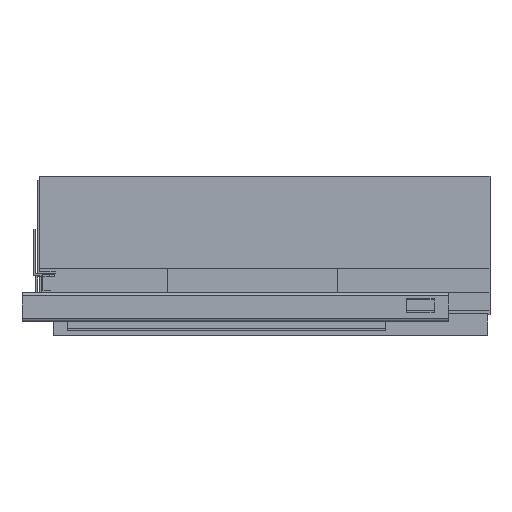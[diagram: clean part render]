
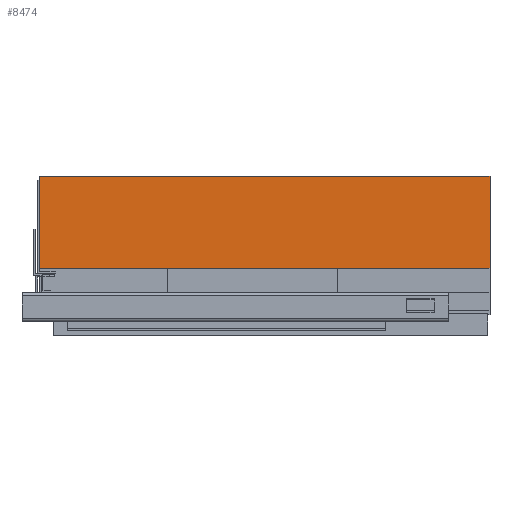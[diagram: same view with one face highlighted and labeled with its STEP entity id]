
A CAD part, top view. The second image highlights one B-rep face of the part: STEP entity #8474.
In plain terms, the highlighted planar face has unit normal (0, 0, 1).
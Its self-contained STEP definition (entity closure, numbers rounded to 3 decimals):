
#457 = CARTESIAN_POINT ( 'NONE',  ( 0., 89., 13.5 ) ) ;
#493 = PLANE ( 'NONE',  #6837 ) ;
#634 = DIRECTION ( 'NONE',  ( 0., 0., 1. ) ) ;
#1645 = DIRECTION ( 'NONE',  ( 0., -1., 0. ) ) ;
#1931 = VERTEX_POINT ( 'NONE', #3533 ) ;
#2059 = VERTEX_POINT ( 'NONE', #4132 ) ;
#2363 = CARTESIAN_POINT ( 'NONE',  ( -290., 89., 13.5 ) ) ;
#2465 = CARTESIAN_POINT ( 'NONE',  ( 0., 30., 13.5 ) ) ;
#2475 = DIRECTION ( 'NONE',  ( 1., 0., 0. ) ) ;
#2563 = LINE ( 'NONE', #3258, #5636 ) ;
#2887 = ORIENTED_EDGE ( 'NONE', *, *, #4774, .F. ) ;
#3013 = LINE ( 'NONE', #4470, #8259 ) ;
#3258 = CARTESIAN_POINT ( 'NONE',  ( -290., 30., 13.5 ) ) ;
#3366 = DIRECTION ( 'NONE',  ( 0., -1., 0. ) ) ;
#3399 = ORIENTED_EDGE ( 'NONE', *, *, #6551, .F. ) ;
#3533 = CARTESIAN_POINT ( 'NONE',  ( -290., 30., 13.5 ) ) ;
#3970 = CARTESIAN_POINT ( 'NONE',  ( -290., 89., 13.5 ) ) ;
#4111 = VERTEX_POINT ( 'NONE', #457 ) ;
#4132 = CARTESIAN_POINT ( 'NONE',  ( -290., 89., 13.5 ) ) ;
#4470 = CARTESIAN_POINT ( 'NONE',  ( 0., 89., 13.5 ) ) ;
#4774 = EDGE_CURVE ( 'NONE', #4111, #7654, #3013, .T. ) ;
#4848 = DIRECTION ( 'NONE',  ( 0., -1., 0. ) ) ;
#5577 = DIRECTION ( 'NONE',  ( 1., 0., 0. ) ) ;
#5636 = VECTOR ( 'NONE', #2475, 1000. ) ;
#5693 = EDGE_LOOP ( 'NONE', ( #2887, #3399, #8650, #7915 ) ) ;
#5987 = CARTESIAN_POINT ( 'NONE',  ( -290., 89., 13.5 ) ) ;
#6148 = EDGE_CURVE ( 'NONE', #1931, #7654, #2563, .T. ) ;
#6326 = EDGE_CURVE ( 'NONE', #2059, #1931, #6847, .T. ) ;
#6551 = EDGE_CURVE ( 'NONE', #2059, #4111, #8605, .T. ) ;
#6837 = AXIS2_PLACEMENT_3D ( 'NONE', #5987, #634, #3366 ) ;
#6847 = LINE ( 'NONE', #3970, #7682 ) ;
#7380 = VECTOR ( 'NONE', #5577, 1000. ) ;
#7654 = VERTEX_POINT ( 'NONE', #2465 ) ;
#7682 = VECTOR ( 'NONE', #4848, 1000. ) ;
#7915 = ORIENTED_EDGE ( 'NONE', *, *, #6148, .T. ) ;
#8259 = VECTOR ( 'NONE', #1645, 1000. ) ;
#8277 = FACE_OUTER_BOUND ( 'NONE', #5693, .T. ) ;
#8474 = ADVANCED_FACE ( 'NONE', ( #8277 ), #493, .T. ) ;
#8605 = LINE ( 'NONE', #2363, #7380 ) ;
#8650 = ORIENTED_EDGE ( 'NONE', *, *, #6326, .T. ) ;
